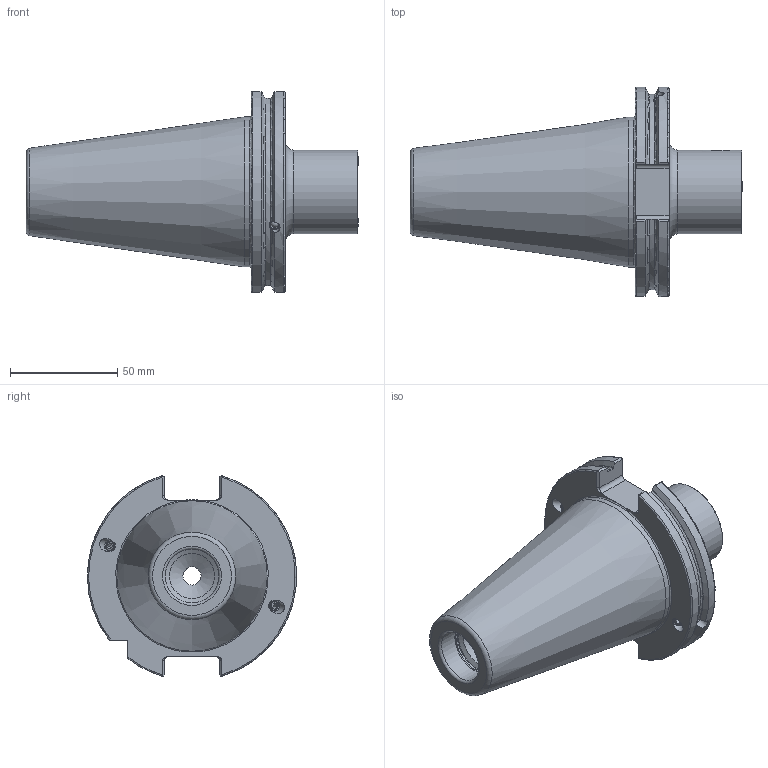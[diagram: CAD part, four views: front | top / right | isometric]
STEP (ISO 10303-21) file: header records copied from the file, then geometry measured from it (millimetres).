
FILE_DESCRIPTION (( 'STEP AP214' ), '1' );
FILE_NAME ('SB5.ST4.K01.053.STEP', '2020-04-15T12:14:22', ( '' ), ( '' ), 'SwSTEP 2.0', 'SolidWorks 2017', '' );
FILE_SCHEMA (( 'AUTOMOTIVE_DESIGN' ));
Length unit declared in the file: millimetre
Products named in the file (5): ISO 4026 - M5 x 5_PreviewCfg; SB5-ST4.K01.053_C_mit Bundk”lung; KVT_MB_600_050; SB5.ST4.K01.053; ST4-ER1.001.011_A
Assembly tree (6 placements, depth 2):
  SB5.ST4.K01.053
    SB5-ST4.K01.053_C_mit Bundk”lung
    ST4-ER1.001.011_A
    ISO 4026 - M5 x 5_PreviewCfg  x2
    KVT_MB_600_050  x2
Bounding box: 154.6 x 97.44 x 93.51 mm (x, y, z)
Volume: 366014.8 mm3; surface area: 49614.9 mm2
Topology: 8 solids, 8 shells, 206 faces, 513 edges, 319 vertices
Faces by surface type: plane 78, cone 54, cylinder 46, torus 24, bspline 2, sphere 2
Full cylindrical faces by diameter (mm): 4 x3, 4.2 x4, 5 x8, 6 x2, 7.25 x1, 8 x1, 8.5 x1, 21 x1, 22 x1, 23 x1, 25 x1, 25.45 x1, 39 x1, 69.85 x1
Entity records: 5955 total; most frequent: CARTESIAN_POINT 1868, DIRECTION 765, ORIENTED_EDGE 744, EDGE_CURVE 372, AXIS2_PLACEMENT_3D 311, VERTEX_POINT 265, EDGE_LOOP 249, FACE_OUTER_BOUND 207
